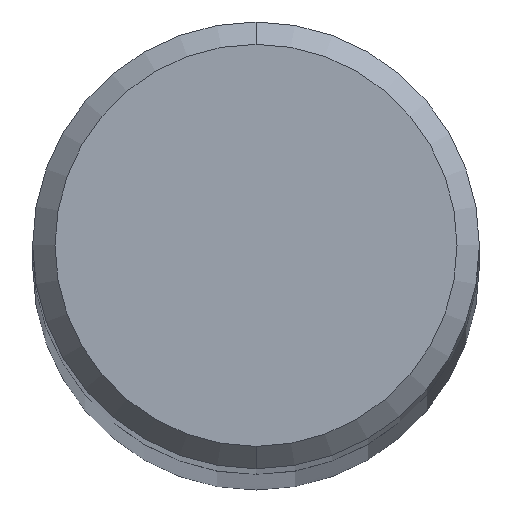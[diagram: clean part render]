
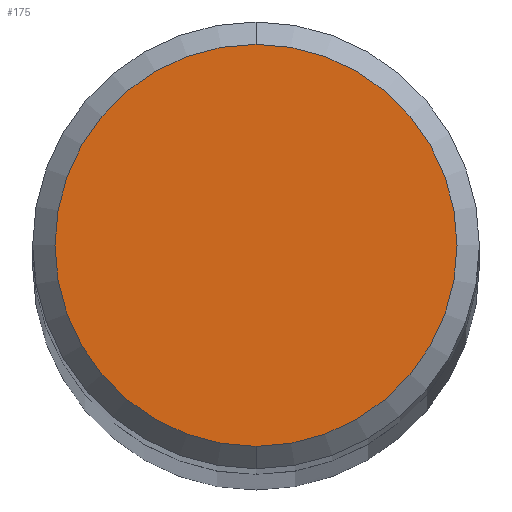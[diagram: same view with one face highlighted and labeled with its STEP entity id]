
A CAD part, top view. The second image highlights one B-rep face of the part: STEP entity #175.
In plain terms, the highlighted planar face has unit normal (0, 0, 1).
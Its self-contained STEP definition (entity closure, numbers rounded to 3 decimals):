
#93=VERTEX_POINT('',#213);
#133=EDGE_CURVE('',#93,#139,#255,.T.);
#135=EDGE_CURVE('',#139,#93,#257,.T.);
#139=VERTEX_POINT('',#262);
#175=ADVANCED_FACE('',(#305),#306,.T.);
#213=CARTESIAN_POINT('',(0.0,5.4,0.0));
#255=CIRCLE('',#402,5.4);
#257=CIRCLE('',#405,5.4);
#262=CARTESIAN_POINT('',(0.,-5.4,0.0));
#305=FACE_OUTER_BOUND('',#459,.T.);
#306=PLANE('',#460);
#402=AXIS2_PLACEMENT_3D('',#516,#517,#518);
#405=AXIS2_PLACEMENT_3D('',#519,#520,#521);
#459=EDGE_LOOP('',(#600,#601));
#460=AXIS2_PLACEMENT_3D('',#602,#603,#604);
#516=CARTESIAN_POINT('',(0.0,0.0,0.0));
#517=DIRECTION('',(0.0,0.0,-1.0));
#518=DIRECTION('',(0.0,1.0,0.0));
#519=CARTESIAN_POINT('',(0.0,0.0,0.0));
#520=DIRECTION('',(0.0,0.0,-1.0));
#521=DIRECTION('',(0.0,1.0,0.0));
#600=ORIENTED_EDGE('',*,*,#133,.F.);
#601=ORIENTED_EDGE('',*,*,#135,.F.);
#602=CARTESIAN_POINT('',(0.0,2.7,0.0));
#603=DIRECTION('',(-0.0,0.0,1.0));
#604=DIRECTION('',(0.0,-1.0,0.0));
